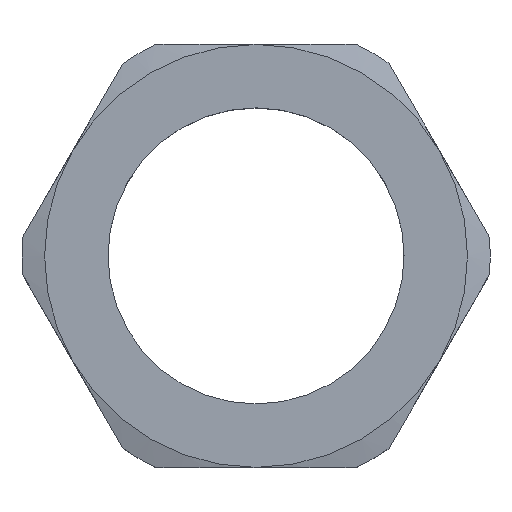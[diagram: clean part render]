
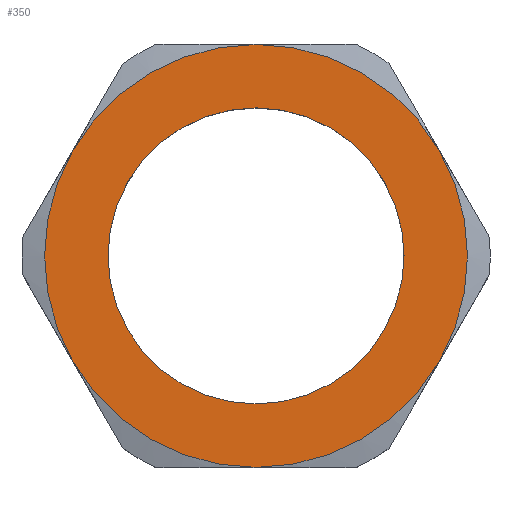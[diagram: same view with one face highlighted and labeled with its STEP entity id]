
A CAD part, top view. The second image highlights one B-rep face of the part: STEP entity #350.
In plain terms, the highlighted planar face has unit normal (0, 0, 1).
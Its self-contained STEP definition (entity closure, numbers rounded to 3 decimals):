
#7 = CIRCLE ( 'NONE', #225, 5.25 ) ;
#24 = EDGE_CURVE ( 'NONE', #316, #758, #47, .T. ) ;
#47 = CIRCLE ( 'NONE', #226, 7.5 ) ;
#61 = AXIS2_PLACEMENT_3D ( 'NONE', #325, #324, #315 ) ;
#71 = CIRCLE ( 'NONE', #134, 7.5 ) ;
#73 = FACE_OUTER_BOUND ( 'NONE', #730, .T. ) ;
#82 = CIRCLE ( 'NONE', #784, 7.5 ) ;
#101 = AXIS2_PLACEMENT_3D ( 'NONE', #431, #424, #430 ) ;
#125 = AXIS2_PLACEMENT_3D ( 'NONE', #634, #631, #628 ) ;
#128 = ORIENTED_EDGE ( 'NONE', *, *, #337, .F. ) ;
#134 = AXIS2_PLACEMENT_3D ( 'NONE', #679, #685, #747 ) ;
#155 = CIRCLE ( 'NONE', #101, 7.5 ) ;
#158 = VERTEX_POINT ( 'NONE', #762 ) ;
#173 = EDGE_CURVE ( 'NONE', #745, #358, #71, .T. ) ;
#174 = EDGE_LOOP ( 'NONE', ( #620, #705 ) ) ;
#225 = AXIS2_PLACEMENT_3D ( 'NONE', #629, #625, #623 ) ;
#226 = AXIS2_PLACEMENT_3D ( 'NONE', #301, #439, #454 ) ;
#275 = EDGE_CURVE ( 'NONE', #758, #745, #375, .T. ) ;
#279 = EDGE_CURVE ( 'NONE', #767, #678, #7, .T. ) ;
#286 = CARTESIAN_POINT ( 'NONE',  ( -5.25, 0., 1.4 ) ) ;
#297 = CARTESIAN_POINT ( 'NONE',  ( 0., 7.5, 1.4 ) ) ;
#301 = CARTESIAN_POINT ( 'NONE',  ( 0., 0., 1.4 ) ) ;
#310 = EDGE_CURVE ( 'NONE', #158, #327, #82, .T. ) ;
#315 = DIRECTION ( 'NONE',  ( 1., 0., 0. ) ) ;
#316 = VERTEX_POINT ( 'NONE', #595 ) ;
#323 = CARTESIAN_POINT ( 'NONE',  ( -6.495, 3.75, 1.4 ) ) ;
#324 = DIRECTION ( 'NONE',  ( 0., 0., 1. ) ) ;
#325 = CARTESIAN_POINT ( 'NONE',  ( 0., 0., 1.4 ) ) ;
#326 = CIRCLE ( 'NONE', #61, 5.25 ) ;
#327 = VERTEX_POINT ( 'NONE', #600 ) ;
#337 = EDGE_CURVE ( 'NONE', #327, #316, #732, .T. ) ;
#346 = CARTESIAN_POINT ( 'NONE',  ( 5.25, 0., 1.4 ) ) ;
#350 = ADVANCED_FACE ( 'NONE', ( #352, #73 ), #576, .T. ) ;
#352 = FACE_BOUND ( 'NONE', #174, .T. ) ;
#358 = VERTEX_POINT ( 'NONE', #572 ) ;
#375 = CIRCLE ( 'NONE', #125, 7.5 ) ;
#424 = DIRECTION ( 'NONE',  ( 0., 0., -1. ) ) ;
#430 = DIRECTION ( 'NONE',  ( 0., 1., 0. ) ) ;
#431 = CARTESIAN_POINT ( 'NONE',  ( 0., 0., 1.4 ) ) ;
#432 = ORIENTED_EDGE ( 'NONE', *, *, #560, .F. ) ;
#435 = ORIENTED_EDGE ( 'NONE', *, *, #310, .F. ) ;
#439 = DIRECTION ( 'NONE',  ( 0., 0., -1. ) ) ;
#452 = AXIS2_PLACEMENT_3D ( 'NONE', #603, #565, #563 ) ;
#454 = DIRECTION ( 'NONE',  ( 0., 1., 0. ) ) ;
#546 = ORIENTED_EDGE ( 'NONE', *, *, #275, .F. ) ;
#560 = EDGE_CURVE ( 'NONE', #358, #158, #155, .T. ) ;
#563 = DIRECTION ( 'NONE',  ( 1., 0., 0. ) ) ;
#565 = DIRECTION ( 'NONE',  ( 0., 0., 1. ) ) ;
#570 = DIRECTION ( 'NONE',  ( 0., 1., 0. ) ) ;
#572 = CARTESIAN_POINT ( 'NONE',  ( 6.495, 3.75, 1.4 ) ) ;
#573 = AXIS2_PLACEMENT_3D ( 'NONE', #583, #581, #570 ) ;
#576 = PLANE ( 'NONE',  #452 ) ;
#578 = DIRECTION ( 'NONE',  ( 0., 1., 0. ) ) ;
#581 = DIRECTION ( 'NONE',  ( 0., 0., -1. ) ) ;
#583 = CARTESIAN_POINT ( 'NONE',  ( 0., 0., 1.4 ) ) ;
#593 = DIRECTION ( 'NONE',  ( 0., 0., -1. ) ) ;
#594 = CARTESIAN_POINT ( 'NONE',  ( 0., 0., 1.4 ) ) ;
#595 = CARTESIAN_POINT ( 'NONE',  ( -6.495, -3.75, 1.4 ) ) ;
#600 = CARTESIAN_POINT ( 'NONE',  ( 0., -7.5, 1.4 ) ) ;
#603 = CARTESIAN_POINT ( 'NONE',  ( 0., 0., 1.4 ) ) ;
#607 = ORIENTED_EDGE ( 'NONE', *, *, #173, .F. ) ;
#620 = ORIENTED_EDGE ( 'NONE', *, *, #683, .F. ) ;
#623 = DIRECTION ( 'NONE',  ( 1., 0., 0. ) ) ;
#625 = DIRECTION ( 'NONE',  ( 0., 0., 1. ) ) ;
#628 = DIRECTION ( 'NONE',  ( 0., 1., 0. ) ) ;
#629 = CARTESIAN_POINT ( 'NONE',  ( 0., 0., 1.4 ) ) ;
#631 = DIRECTION ( 'NONE',  ( 0., 0., -1. ) ) ;
#634 = CARTESIAN_POINT ( 'NONE',  ( 0., 0., 1.4 ) ) ;
#636 = ORIENTED_EDGE ( 'NONE', *, *, #24, .F. ) ;
#678 = VERTEX_POINT ( 'NONE', #346 ) ;
#679 = CARTESIAN_POINT ( 'NONE',  ( 0., 0., 1.4 ) ) ;
#683 = EDGE_CURVE ( 'NONE', #678, #767, #326, .T. ) ;
#685 = DIRECTION ( 'NONE',  ( 0., 0., -1. ) ) ;
#705 = ORIENTED_EDGE ( 'NONE', *, *, #279, .F. ) ;
#730 = EDGE_LOOP ( 'NONE', ( #607, #546, #636, #128, #435, #432 ) ) ;
#732 = CIRCLE ( 'NONE', #573, 7.5 ) ;
#745 = VERTEX_POINT ( 'NONE', #297 ) ;
#747 = DIRECTION ( 'NONE',  ( 0., 1., 0. ) ) ;
#758 = VERTEX_POINT ( 'NONE', #323 ) ;
#762 = CARTESIAN_POINT ( 'NONE',  ( 6.495, -3.75, 1.4 ) ) ;
#767 = VERTEX_POINT ( 'NONE', #286 ) ;
#784 = AXIS2_PLACEMENT_3D ( 'NONE', #594, #593, #578 ) ;
